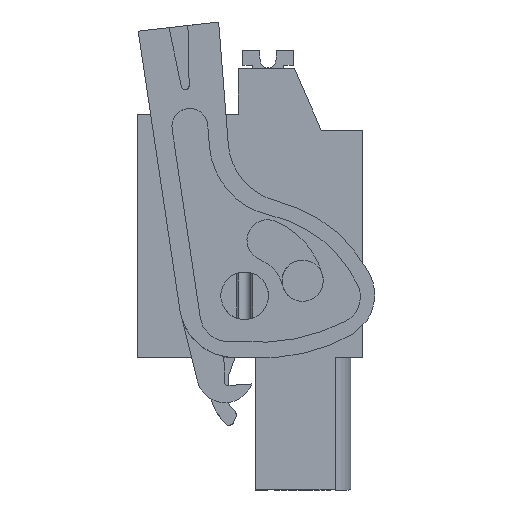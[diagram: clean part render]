
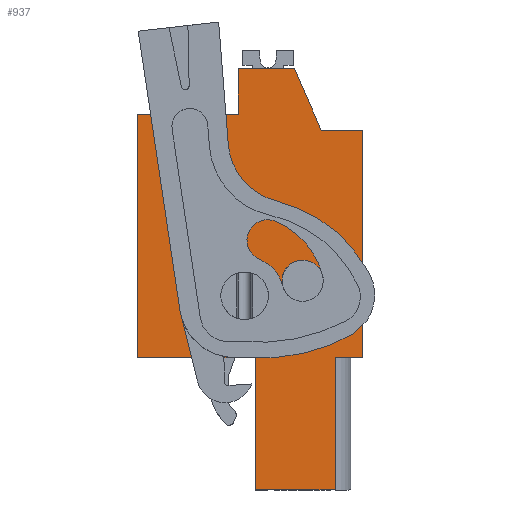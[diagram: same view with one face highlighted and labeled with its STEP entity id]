
A CAD part, left-side view. The second image highlights one B-rep face of the part: STEP entity #937.
In plain terms, the highlighted planar face has unit normal (-1, 0, 0).
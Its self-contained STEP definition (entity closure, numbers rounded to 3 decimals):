
#817=AXIS2_PLACEMENT_3D('Plane Axis2P3D',#814,#815,#816) ;
#903=AXIS2_PLACEMENT_3D('Circle Axis2P3D',#901,#902,$) ;
#912=AXIS2_PLACEMENT_3D('Circle Axis2P3D',#910,#911,$) ;
#921=AXIS2_PLACEMENT_3D('Circle Axis2P3D',#919,#920,$) ;
#930=AXIS2_PLACEMENT_3D('Circle Axis2P3D',#928,#929,$) ;
#42=CARTESIAN_POINT('Vertex',(4.85,8.618,26.59)) ;
#45=CARTESIAN_POINT('Line Origine',(4.85,6.843,26.59)) ;
#49=CARTESIAN_POINT('Vertex',(4.85,5.068,26.59)) ;
#684=CARTESIAN_POINT('Vertex',(4.85,8.618,23.69)) ;
#687=CARTESIAN_POINT('Line Origine',(4.85,8.618,25.14)) ;
#814=CARTESIAN_POINT('Axis2P3D Location',(4.85,7.568,8.35)) ;
#819=CARTESIAN_POINT('Line Origine',(4.85,2.493,4.175)) ;
#823=CARTESIAN_POINT('Vertex',(4.85,2.493,8.35)) ;
#825=CARTESIAN_POINT('Vertex',(4.85,2.493,0.)) ;
#828=CARTESIAN_POINT('Line Origine',(4.85,1.63,8.35)) ;
#832=CARTESIAN_POINT('Vertex',(4.85,0.768,8.35)) ;
#835=CARTESIAN_POINT('Line Origine',(4.85,0.768,15.52)) ;
#839=CARTESIAN_POINT('Vertex',(4.85,0.768,22.69)) ;
#842=CARTESIAN_POINT('Line Origine',(4.85,2.068,22.69)) ;
#846=CARTESIAN_POINT('Vertex',(4.85,3.368,22.69)) ;
#849=CARTESIAN_POINT('Line Origine',(4.85,4.218,24.64)) ;
#854=CARTESIAN_POINT('Line Origine',(4.85,11.793,23.69)) ;
#858=CARTESIAN_POINT('Vertex',(4.85,14.968,23.69)) ;
#861=CARTESIAN_POINT('Line Origine',(4.85,14.968,16.02)) ;
#865=CARTESIAN_POINT('Vertex',(4.85,14.968,8.35)) ;
#868=CARTESIAN_POINT('Line Origine',(4.85,11.253,8.35)) ;
#872=CARTESIAN_POINT('Vertex',(4.85,7.539,8.35)) ;
#875=CARTESIAN_POINT('Line Origine',(4.85,7.539,4.175)) ;
#879=CARTESIAN_POINT('Vertex',(4.85,7.539,0.)) ;
#882=CARTESIAN_POINT('Line Origine',(4.85,5.016,0.)) ;
#901=CARTESIAN_POINT('Axis2P3D Location',(4.85,8.204,12.25)) ;
#905=CARTESIAN_POINT('Vertex',(4.85,8.204,10.75)) ;
#907=CARTESIAN_POINT('Vertex',(4.85,8.204,13.75)) ;
#910=CARTESIAN_POINT('Axis2P3D Location',(4.85,8.204,12.25)) ;
#919=CARTESIAN_POINT('Axis2P3D Location',(4.85,4.544,13.2)) ;
#923=CARTESIAN_POINT('Vertex',(4.85,4.544,14.5)) ;
#925=CARTESIAN_POINT('Vertex',(4.85,4.544,11.9)) ;
#928=CARTESIAN_POINT('Axis2P3D Location',(4.85,4.544,13.2)) ;
#46=DIRECTION('Vector Direction',(0.,1.,0.)) ;
#688=DIRECTION('Vector Direction',(0.,0.,-1.)) ;
#815=DIRECTION('Axis2P3D Direction',(1.,0.,0.)) ;
#816=DIRECTION('Axis2P3D XDirection',(0.,1.,0.)) ;
#820=DIRECTION('Vector Direction',(0.,0.,-1.)) ;
#829=DIRECTION('Vector Direction',(0.,-1.,0.)) ;
#836=DIRECTION('Vector Direction',(0.,0.,-1.)) ;
#843=DIRECTION('Vector Direction',(0.,1.,0.)) ;
#850=DIRECTION('Vector Direction',(0.,0.4,0.917)) ;
#855=DIRECTION('Vector Direction',(0.,1.,0.)) ;
#862=DIRECTION('Vector Direction',(0.,0.,1.)) ;
#869=DIRECTION('Vector Direction',(0.,1.,0.)) ;
#876=DIRECTION('Vector Direction',(0.,0.,-1.)) ;
#883=DIRECTION('Vector Direction',(0.,1.,0.)) ;
#902=DIRECTION('Axis2P3D Direction',(1.,0.,0.)) ;
#911=DIRECTION('Axis2P3D Direction',(1.,0.,0.)) ;
#920=DIRECTION('Axis2P3D Direction',(1.,0.,0.)) ;
#929=DIRECTION('Axis2P3D Direction',(1.,0.,0.)) ;
#47=VECTOR('Line Direction',#46,1.) ;
#689=VECTOR('Line Direction',#688,1.) ;
#821=VECTOR('Line Direction',#820,1.) ;
#830=VECTOR('Line Direction',#829,1.) ;
#837=VECTOR('Line Direction',#836,1.) ;
#844=VECTOR('Line Direction',#843,1.) ;
#851=VECTOR('Line Direction',#850,1.) ;
#856=VECTOR('Line Direction',#855,1.) ;
#863=VECTOR('Line Direction',#862,1.) ;
#870=VECTOR('Line Direction',#869,1.) ;
#877=VECTOR('Line Direction',#876,1.) ;
#884=VECTOR('Line Direction',#883,1.) ;
#888=ORIENTED_EDGE('',*,*,#827,.F.) ;
#889=ORIENTED_EDGE('',*,*,#834,.F.) ;
#890=ORIENTED_EDGE('',*,*,#841,.F.) ;
#891=ORIENTED_EDGE('',*,*,#848,.T.) ;
#892=ORIENTED_EDGE('',*,*,#853,.T.) ;
#893=ORIENTED_EDGE('',*,*,#51,.T.) ;
#894=ORIENTED_EDGE('',*,*,#691,.T.) ;
#895=ORIENTED_EDGE('',*,*,#860,.T.) ;
#896=ORIENTED_EDGE('',*,*,#867,.F.) ;
#897=ORIENTED_EDGE('',*,*,#874,.F.) ;
#898=ORIENTED_EDGE('',*,*,#881,.T.) ;
#899=ORIENTED_EDGE('',*,*,#886,.F.) ;
#916=ORIENTED_EDGE('',*,*,#909,.T.) ;
#917=ORIENTED_EDGE('',*,*,#914,.T.) ;
#934=ORIENTED_EDGE('',*,*,#927,.T.) ;
#935=ORIENTED_EDGE('',*,*,#932,.T.) ;
#918=FACE_BOUND('',#915,.T.) ;
#936=FACE_BOUND('',#933,.T.) ;
#937=ADVANCED_FACE('HOUSING',(#900,#918,#936),#818,.F.) ;
#904=CIRCLE('generated circle',#903,1.5) ;
#913=CIRCLE('generated circle',#912,1.5) ;
#922=CIRCLE('generated circle',#921,1.3) ;
#931=CIRCLE('generated circle',#930,1.3) ;
#51=EDGE_CURVE('',#50,#43,#48,.T.) ;
#691=EDGE_CURVE('',#43,#685,#690,.T.) ;
#827=EDGE_CURVE('',#824,#826,#822,.T.) ;
#834=EDGE_CURVE('',#833,#824,#831,.F.) ;
#841=EDGE_CURVE('',#840,#833,#838,.T.) ;
#848=EDGE_CURVE('',#840,#847,#845,.T.) ;
#853=EDGE_CURVE('',#847,#50,#852,.T.) ;
#860=EDGE_CURVE('',#685,#859,#857,.T.) ;
#867=EDGE_CURVE('',#866,#859,#864,.T.) ;
#874=EDGE_CURVE('',#873,#866,#871,.T.) ;
#881=EDGE_CURVE('',#873,#880,#878,.T.) ;
#886=EDGE_CURVE('',#826,#880,#885,.T.) ;
#909=EDGE_CURVE('',#906,#908,#904,.T.) ;
#914=EDGE_CURVE('',#908,#906,#913,.T.) ;
#927=EDGE_CURVE('',#924,#926,#922,.T.) ;
#932=EDGE_CURVE('',#926,#924,#931,.T.) ;
#887=EDGE_LOOP('',(#888,#889,#890,#891,#892,#893,#894,#895,#896,#897,#898,#899)) ;
#915=EDGE_LOOP('',(#916,#917)) ;
#933=EDGE_LOOP('',(#934,#935)) ;
#900=FACE_OUTER_BOUND('',#887,.T.) ;
#48=LINE('Line',#45,#47) ;
#690=LINE('Line',#687,#689) ;
#822=LINE('Line',#819,#821) ;
#831=LINE('Line',#828,#830) ;
#838=LINE('Line',#835,#837) ;
#845=LINE('Line',#842,#844) ;
#852=LINE('Line',#849,#851) ;
#857=LINE('Line',#854,#856) ;
#864=LINE('Line',#861,#863) ;
#871=LINE('Line',#868,#870) ;
#878=LINE('Line',#875,#877) ;
#885=LINE('Line',#882,#884) ;
#818=PLANE('',#817) ;
#43=VERTEX_POINT('',#42) ;
#50=VERTEX_POINT('',#49) ;
#685=VERTEX_POINT('',#684) ;
#824=VERTEX_POINT('',#823) ;
#826=VERTEX_POINT('',#825) ;
#833=VERTEX_POINT('',#832) ;
#840=VERTEX_POINT('',#839) ;
#847=VERTEX_POINT('',#846) ;
#859=VERTEX_POINT('',#858) ;
#866=VERTEX_POINT('',#865) ;
#873=VERTEX_POINT('',#872) ;
#880=VERTEX_POINT('',#879) ;
#906=VERTEX_POINT('',#905) ;
#908=VERTEX_POINT('',#907) ;
#924=VERTEX_POINT('',#923) ;
#926=VERTEX_POINT('',#925) ;
